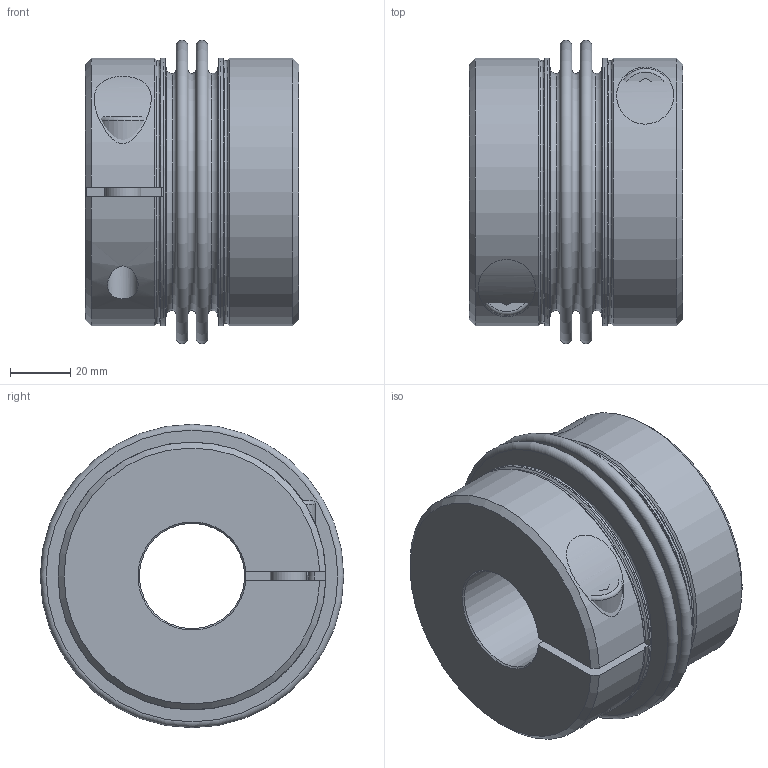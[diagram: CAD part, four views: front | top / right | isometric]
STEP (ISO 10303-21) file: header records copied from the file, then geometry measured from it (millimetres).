
FILE_DESCRIPTION(/* description */ ('Unknown','CAx-IF Rec.Pracs.---Representation and Presentation of Product Manufacturing Information (PMI)---4.0---2014-10-13','CAx-IF Rec.Pracs.---3D Tessellated Geometry---0.4---2014-09-14','2;1'),/* implementation_level */ '2;1');
FILE_NAME(/* name */ 'mb-04622332',/* time_stamp */ '2023-09-08T10:52:28+02:00',/* author */ ('Unknown'),/* organization */ ('Unknown'),/* preprocessor_version */ 'ST-DEVELOPER v18.102',/* originating_system */ 'Solid Edge',/* authorisation */ 'Unknown');
FILE_SCHEMA (('AP242_MANAGED_MODEL_BASED_3D_ENGINEERING_MIM_LF { 1 0 10303 442 1 1 4 }'));
Length unit declared in the file: millimetre
Products named in the file (1): mb-04622332
Bounding box: 71.01 x 100.82 x 100.82 mm (x, y, z)
Volume: 268850 mm3; surface area: 89266.8 mm2
Topology: 1 solids, 5 shells, 126 faces, 287 edges, 181 vertices
Faces by surface type: plane 50, cylinder 30, cone 24, torus 20, sphere 2
Full cylindrical faces by diameter (mm): 4 x4, 10 x4, 10.2 x2, 12 x2, 12.5 x2, 18 x2, 19 x2, 88.6 x2, 89 x2
Entity records: 4414 total; most frequent: CARTESIAN_POINT 1051, DIRECTION 524, ORIENTED_EDGE 408, AXIS2_PLACEMENT_3D 226, FACE_BOUND 208, EDGE_CURVE 204, EDGE_LOOP 198, VERTEX_POINT 164
